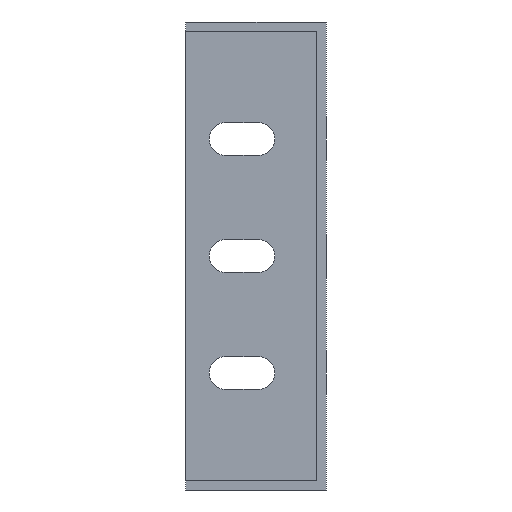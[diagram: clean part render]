
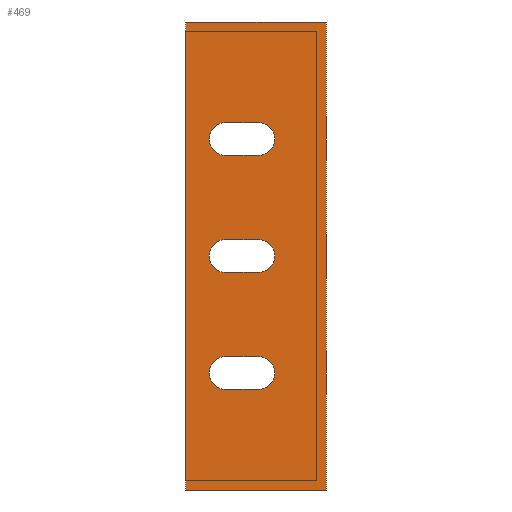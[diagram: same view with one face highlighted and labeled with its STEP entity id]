
A CAD part, left-side view. The second image highlights one B-rep face of the part: STEP entity #469.
In plain terms, the highlighted planar face has unit normal (-1, 0, 0).
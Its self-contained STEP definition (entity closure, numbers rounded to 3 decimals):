
#177 = CARTESIAN_POINT ( 'NONE',  ( -251., 21.5, 25. ) ) ;
#179 = VERTEX_POINT ( 'NONE', #7800 ) ;
#280 = DIRECTION ( 'NONE',  ( 0., -1., 0. ) ) ;
#343 = VERTEX_POINT ( 'NONE', #12647 ) ;
#450 = FACE_BOUND ( 'NONE', #3279, .T. ) ;
#469 = ADVANCED_FACE ( 'NONE', ( #450, #2392, #6272, #1059 ), #15639, .T. ) ;
#520 = CARTESIAN_POINT ( 'NONE',  ( -251., 14.5, 25. ) ) ;
#761 = AXIS2_PLACEMENT_3D ( 'NONE', #177, #15193, #11472 ) ;
#803 = VERTEX_POINT ( 'NONE', #7375 ) ;
#811 = EDGE_CURVE ( 'NONE', #343, #8156, #11366, .T. ) ;
#1041 = CIRCLE ( 'NONE', #13182, 3.5 ) ;
#1059 = FACE_OUTER_BOUND ( 'NONE', #3096, .T. ) ;
#1241 = EDGE_CURVE ( 'NONE', #9416, #12800, #14340, .T. ) ;
#1354 = CIRCLE ( 'NONE', #14324, 3.5 ) ;
#1484 = VECTOR ( 'NONE', #7307, 1000. ) ;
#1487 = VERTEX_POINT ( 'NONE', #5510 ) ;
#1718 = DIRECTION ( 'NONE',  ( 0., 1., 0. ) ) ;
#1957 = CARTESIAN_POINT ( 'NONE',  ( -251., 21.5, 28.5 ) ) ;
#2148 = CARTESIAN_POINT ( 'NONE',  ( -251., 21.5, -28.5 ) ) ;
#2265 = CARTESIAN_POINT ( 'NONE',  ( -251., 21.5, -21.5 ) ) ;
#2380 = DIRECTION ( 'NONE',  ( 0., -1., 0. ) ) ;
#2392 = FACE_BOUND ( 'NONE', #17197, .T. ) ;
#2475 = CARTESIAN_POINT ( 'NONE',  ( -251., 14.5, -25. ) ) ;
#2515 = VECTOR ( 'NONE', #11452, 1000. ) ;
#2523 = LINE ( 'NONE', #11963, #11338 ) ;
#2601 = VERTEX_POINT ( 'NONE', #11653 ) ;
#2616 = DIRECTION ( 'NONE',  ( 0., -1., 0. ) ) ;
#3030 = ORIENTED_EDGE ( 'NONE', *, *, #14762, .T. ) ;
#3039 = CARTESIAN_POINT ( 'NONE',  ( -251., 14.5, 3.5 ) ) ;
#3096 = EDGE_LOOP ( 'NONE', ( #12538, #10604, #7553, #4866 ) ) ;
#3211 = LINE ( 'NONE', #4618, #8442 ) ;
#3220 = VECTOR ( 'NONE', #7819, 1000. ) ;
#3279 = EDGE_LOOP ( 'NONE', ( #6536, #11743, #16408, #13811 ) ) ;
#3295 = LINE ( 'NONE', #12832, #4093 ) ;
#3385 = DIRECTION ( 'NONE',  ( 0., 1., 0. ) ) ;
#3463 = CIRCLE ( 'NONE', #3754, 3.5 ) ;
#3754 = AXIS2_PLACEMENT_3D ( 'NONE', #12252, #4200, #2380 ) ;
#4035 = CIRCLE ( 'NONE', #12225, 3.5 ) ;
#4088 = VERTEX_POINT ( 'NONE', #9569 ) ;
#4093 = VECTOR ( 'NONE', #16883, 1000. ) ;
#4200 = DIRECTION ( 'NONE',  ( 1., 0., 0. ) ) ;
#4267 = DIRECTION ( 'NONE',  ( 0., -1., 0. ) ) ;
#4334 = EDGE_CURVE ( 'NONE', #12139, #6061, #12626, .T. ) ;
#4339 = EDGE_CURVE ( 'NONE', #12372, #6192, #1041, .T. ) ;
#4618 = CARTESIAN_POINT ( 'NONE',  ( -251., 21.5, -3.5 ) ) ;
#4866 = ORIENTED_EDGE ( 'NONE', *, *, #8682, .F. ) ;
#4928 = LINE ( 'NONE', #13947, #11897 ) ;
#5510 = CARTESIAN_POINT ( 'NONE',  ( -251., 21.5, 3.5 ) ) ;
#5553 = DIRECTION ( 'NONE',  ( 0., 1., 0. ) ) ;
#5823 = LINE ( 'NONE', #15096, #7128 ) ;
#5917 = DIRECTION ( 'NONE',  ( 0., -1., 0. ) ) ;
#5933 = LINE ( 'NONE', #1957, #8419 ) ;
#6003 = ORIENTED_EDGE ( 'NONE', *, *, #4334, .T. ) ;
#6004 = EDGE_CURVE ( 'NONE', #6061, #12372, #5933, .T. ) ;
#6061 = VERTEX_POINT ( 'NONE', #16946 ) ;
#6192 = VERTEX_POINT ( 'NONE', #7861 ) ;
#6272 = FACE_BOUND ( 'NONE', #15129, .T. ) ;
#6296 = CARTESIAN_POINT ( 'NONE',  ( -251., 21.5, -28.5 ) ) ;
#6425 = VECTOR ( 'NONE', #3385, 1000. ) ;
#6536 = ORIENTED_EDGE ( 'NONE', *, *, #15464, .T. ) ;
#6599 = CARTESIAN_POINT ( 'NONE',  ( -251., 0., 50. ) ) ;
#7016 = AXIS2_PLACEMENT_3D ( 'NONE', #9098, #13173, #5553 ) ;
#7094 = EDGE_CURVE ( 'NONE', #2601, #4088, #3211, .T. ) ;
#7128 = VECTOR ( 'NONE', #12187, 1000. ) ;
#7214 = VERTEX_POINT ( 'NONE', #3039 ) ;
#7219 = LINE ( 'NONE', #12877, #1484 ) ;
#7307 = DIRECTION ( 'NONE',  ( 0., -1., 0. ) ) ;
#7375 = CARTESIAN_POINT ( 'NONE',  ( -251., 30., -50. ) ) ;
#7393 = DIRECTION ( 'NONE',  ( 0., -1., 0. ) ) ;
#7437 = CARTESIAN_POINT ( 'NONE',  ( -251., 21.5, 21.5 ) ) ;
#7458 = CARTESIAN_POINT ( 'NONE',  ( -251., 30., 50. ) ) ;
#7484 = CARTESIAN_POINT ( 'NONE',  ( -251., 14.5, -21.5 ) ) ;
#7553 = ORIENTED_EDGE ( 'NONE', *, *, #12784, .T. ) ;
#7581 = DIRECTION ( 'NONE',  ( 0., -1., 0. ) ) ;
#7800 = CARTESIAN_POINT ( 'NONE',  ( -251., 0., -50. ) ) ;
#7819 = DIRECTION ( 'NONE',  ( 0., -1., 0. ) ) ;
#7861 = CARTESIAN_POINT ( 'NONE',  ( -251., 14.5, 21.5 ) ) ;
#8156 = VERTEX_POINT ( 'NONE', #7484 ) ;
#8419 = VECTOR ( 'NONE', #280, 1000. ) ;
#8442 = VECTOR ( 'NONE', #1718, 1000. ) ;
#8682 = EDGE_CURVE ( 'NONE', #15301, #16498, #14537, .T. ) ;
#9098 = CARTESIAN_POINT ( 'NONE',  ( -251., 0., 338.989 ) ) ;
#9416 = VERTEX_POINT ( 'NONE', #17365 ) ;
#9569 = CARTESIAN_POINT ( 'NONE',  ( -251., 21.5, -3.5 ) ) ;
#9656 = AXIS2_PLACEMENT_3D ( 'NONE', #10462, #15852, #2616 ) ;
#9762 = ORIENTED_EDGE ( 'NONE', *, *, #4339, .T. ) ;
#9834 = CARTESIAN_POINT ( 'NONE',  ( -251., 14.5, 0. ) ) ;
#10462 = CARTESIAN_POINT ( 'NONE',  ( -251., 21.5, -25. ) ) ;
#10604 = ORIENTED_EDGE ( 'NONE', *, *, #14913, .T. ) ;
#11080 = DIRECTION ( 'NONE',  ( 1., 0., 0. ) ) ;
#11338 = VECTOR ( 'NONE', #17341, 1000. ) ;
#11366 = LINE ( 'NONE', #2265, #2515 ) ;
#11452 = DIRECTION ( 'NONE',  ( 0., -1., 0. ) ) ;
#11472 = DIRECTION ( 'NONE',  ( 0., -1., 0. ) ) ;
#11653 = CARTESIAN_POINT ( 'NONE',  ( -251., 14.5, -3.5 ) ) ;
#11743 = ORIENTED_EDGE ( 'NONE', *, *, #811, .T. ) ;
#11897 = VECTOR ( 'NONE', #7393, 1000. ) ;
#11963 = CARTESIAN_POINT ( 'NONE',  ( -251., 30., 338.989 ) ) ;
#12063 = CARTESIAN_POINT ( 'NONE',  ( -251., 0., 50. ) ) ;
#12139 = VERTEX_POINT ( 'NONE', #7437 ) ;
#12187 = DIRECTION ( 'NONE',  ( 0., 1., 0. ) ) ;
#12225 = AXIS2_PLACEMENT_3D ( 'NONE', #2475, #16219, #7581 ) ;
#12252 = CARTESIAN_POINT ( 'NONE',  ( -251., 21.5, 0. ) ) ;
#12354 = ORIENTED_EDGE ( 'NONE', *, *, #7094, .T. ) ;
#12372 = VERTEX_POINT ( 'NONE', #16731 ) ;
#12436 = ORIENTED_EDGE ( 'NONE', *, *, #14836, .T. ) ;
#12538 = ORIENTED_EDGE ( 'NONE', *, *, #13661, .T. ) ;
#12596 = EDGE_CURVE ( 'NONE', #7214, #2601, #1354, .T. ) ;
#12626 = CIRCLE ( 'NONE', #761, 3.5 ) ;
#12647 = CARTESIAN_POINT ( 'NONE',  ( -251., 21.5, -21.5 ) ) ;
#12784 = EDGE_CURVE ( 'NONE', #179, #16498, #3295, .T. ) ;
#12800 = VERTEX_POINT ( 'NONE', #2148 ) ;
#12832 = CARTESIAN_POINT ( 'NONE',  ( -251., 0., 0. ) ) ;
#12877 = CARTESIAN_POINT ( 'NONE',  ( -251., 0., -50. ) ) ;
#13173 = DIRECTION ( 'NONE',  ( -1., 0., 0. ) ) ;
#13182 = AXIS2_PLACEMENT_3D ( 'NONE', #520, #15535, #5917 ) ;
#13661 = EDGE_CURVE ( 'NONE', #15301, #803, #2523, .T. ) ;
#13811 = ORIENTED_EDGE ( 'NONE', *, *, #1241, .T. ) ;
#13947 = CARTESIAN_POINT ( 'NONE',  ( -251., 21.5, 3.5 ) ) ;
#14324 = AXIS2_PLACEMENT_3D ( 'NONE', #9834, #11080, #4267 ) ;
#14340 = LINE ( 'NONE', #6296, #6425 ) ;
#14537 = LINE ( 'NONE', #12063, #3220 ) ;
#14762 = EDGE_CURVE ( 'NONE', #6192, #12139, #5823, .T. ) ;
#14836 = EDGE_CURVE ( 'NONE', #1487, #7214, #4928, .T. ) ;
#14913 = EDGE_CURVE ( 'NONE', #803, #179, #7219, .T. ) ;
#15096 = CARTESIAN_POINT ( 'NONE',  ( -251., 21.5, 21.5 ) ) ;
#15129 = EDGE_LOOP ( 'NONE', ( #17199, #12436, #15387, #12354 ) ) ;
#15193 = DIRECTION ( 'NONE',  ( 1., 0., 0. ) ) ;
#15301 = VERTEX_POINT ( 'NONE', #7458 ) ;
#15387 = ORIENTED_EDGE ( 'NONE', *, *, #12596, .T. ) ;
#15464 = EDGE_CURVE ( 'NONE', #12800, #343, #17257, .T. ) ;
#15535 = DIRECTION ( 'NONE',  ( 1., 0., 0. ) ) ;
#15639 = PLANE ( 'NONE',  #7016 ) ;
#15852 = DIRECTION ( 'NONE',  ( 1., 0., 0. ) ) ;
#16018 = EDGE_CURVE ( 'NONE', #8156, #9416, #4035, .T. ) ;
#16056 = EDGE_CURVE ( 'NONE', #4088, #1487, #3463, .T. ) ;
#16219 = DIRECTION ( 'NONE',  ( 1., 0., 0. ) ) ;
#16408 = ORIENTED_EDGE ( 'NONE', *, *, #16018, .T. ) ;
#16498 = VERTEX_POINT ( 'NONE', #6599 ) ;
#16731 = CARTESIAN_POINT ( 'NONE',  ( -251., 14.5, 28.5 ) ) ;
#16848 = ORIENTED_EDGE ( 'NONE', *, *, #6004, .T. ) ;
#16883 = DIRECTION ( 'NONE',  ( 0., 0., 1. ) ) ;
#16946 = CARTESIAN_POINT ( 'NONE',  ( -251., 21.5, 28.5 ) ) ;
#17197 = EDGE_LOOP ( 'NONE', ( #6003, #16848, #9762, #3030 ) ) ;
#17199 = ORIENTED_EDGE ( 'NONE', *, *, #16056, .T. ) ;
#17257 = CIRCLE ( 'NONE', #9656, 3.5 ) ;
#17341 = DIRECTION ( 'NONE',  ( 0., 0., -1. ) ) ;
#17365 = CARTESIAN_POINT ( 'NONE',  ( -251., 14.5, -28.5 ) ) ;
